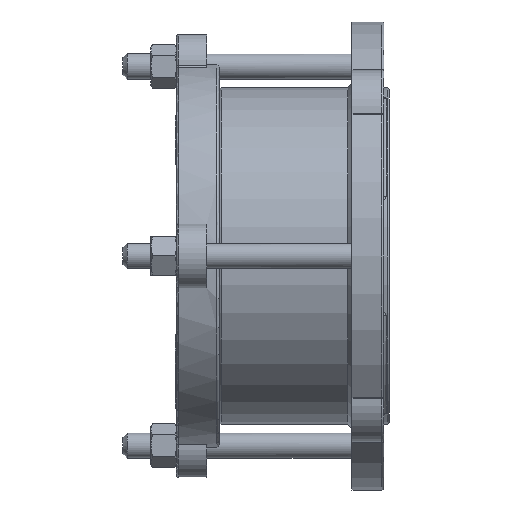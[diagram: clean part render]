
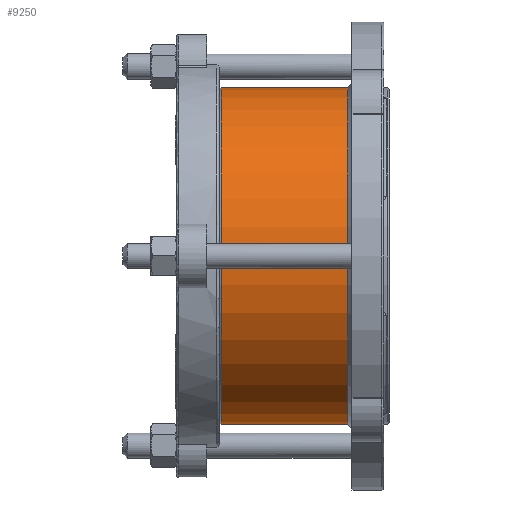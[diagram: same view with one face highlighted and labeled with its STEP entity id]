
A CAD part, left-side view. The second image highlights one B-rep face of the part: STEP entity #9250.
In plain terms, the highlighted cylindrical face has radius 79 mm (diameter 158 mm), a full revolution.
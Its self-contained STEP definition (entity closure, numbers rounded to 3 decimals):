
#114=CYLINDRICAL_SURFACE('',#9823,79.);
#350=CIRCLE('',#9821,79.);
#351=CIRCLE('',#9822,79.);
#352=CIRCLE('',#9824,79.);
#1187=FACE_OUTER_BOUND('',#1755,.T.);
#1755=EDGE_LOOP('',(#6654,#6655,#6656,#6657,#6658));
#2460=LINE('',#15560,#3022);
#3022=VECTOR('',#11206,79.);
#3854=VERTEX_POINT('',#15553);
#3855=VERTEX_POINT('',#15555);
#3856=VERTEX_POINT('',#15559);
#4844=EDGE_CURVE('',#3854,#3855,#350,.T.);
#4845=EDGE_CURVE('',#3855,#3854,#351,.T.);
#4846=EDGE_CURVE('',#3855,#3856,#2460,.T.);
#4847=EDGE_CURVE('',#3856,#3856,#352,.T.);
#6654=ORIENTED_EDGE('',*,*,#4844,.F.);
#6655=ORIENTED_EDGE('',*,*,#4845,.F.);
#6656=ORIENTED_EDGE('',*,*,#4846,.T.);
#6657=ORIENTED_EDGE('',*,*,#4847,.F.);
#6658=ORIENTED_EDGE('',*,*,#4846,.F.);
#9250=ADVANCED_FACE('',(#1187),#114,.T.);
#9821=AXIS2_PLACEMENT_3D('',#15556,#11200,#11201);
#9822=AXIS2_PLACEMENT_3D('',#15557,#11202,#11203);
#9823=AXIS2_PLACEMENT_3D('',#15558,#11204,#11205);
#9824=AXIS2_PLACEMENT_3D('',#15561,#11207,#11208);
#11200=DIRECTION('center_axis',(0.,1.,0.));
#11201=DIRECTION('ref_axis',(1.,0.,0.));
#11202=DIRECTION('center_axis',(0.,1.,0.));
#11203=DIRECTION('ref_axis',(1.,0.,0.));
#11204=DIRECTION('center_axis',(0.,1.,0.));
#11205=DIRECTION('ref_axis',(-1.,0.,0.));
#11206=DIRECTION('',(0.,-1.,0.));
#11207=DIRECTION('center_axis',(0.,-1.,0.));
#11208=DIRECTION('ref_axis',(-1.,0.,0.));
#15553=CARTESIAN_POINT('',(0.,79.,-79.));
#15555=CARTESIAN_POINT('',(79.,79.,0.));
#15556=CARTESIAN_POINT('Origin',(0.,79.,0.));
#15557=CARTESIAN_POINT('Origin',(0.,79.,0.));
#15558=CARTESIAN_POINT('Origin',(0.,0.,0.));
#15559=CARTESIAN_POINT('',(79.,19.5,0.));
#15560=CARTESIAN_POINT('',(79.,0.,0.));
#15561=CARTESIAN_POINT('Origin',(0.,19.5,0.));
